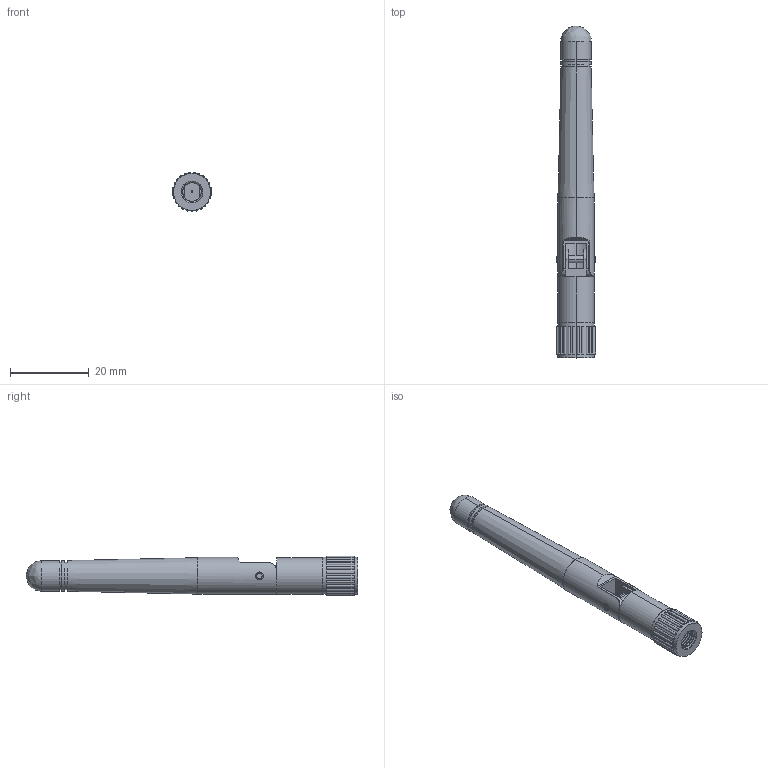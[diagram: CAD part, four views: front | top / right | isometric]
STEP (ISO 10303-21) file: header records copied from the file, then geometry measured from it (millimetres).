
FILE_DESCRIPTION (( 'STEP AP214' ), '1' );
FILE_NAME ('GW.11.A153_Web.STEP', '2020-01-03T03:34:05', ( '' ), ( '' ), 'SwSTEP 2.0', 'SolidWorks 2017', '' );
FILE_SCHEMA (( 'AUTOMOTIVE_DESIGN' ));
Length unit declared in the file: millimetre
Products named in the file (1): GW.11.A153_Web
Bounding box: 9.98 x 84.4 x 9.96 mm (x, y, z)
Surface area: 2957.8 mm2 (no closed solid volume)
Topology: 0 solids, 4 shells, 163 faces, 390 edges, 258 vertices
Faces by surface type: cylinder 76, plane 73, bspline 10, cone 4
Entity records: 7578 total; most frequent: CARTESIAN_POINT 1934, DIRECTION 857, ORIENTED_EDGE 733, EDGE_CURVE 388, AXIS2_PLACEMENT_3D 354, VERTEX_POINT 258, EDGE_LOOP 203, CIRCLE 200
